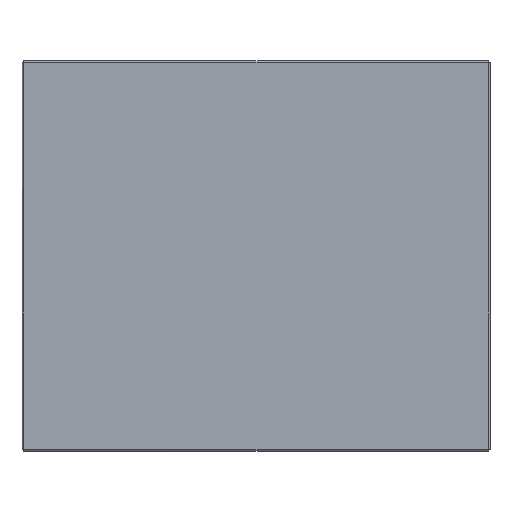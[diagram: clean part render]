
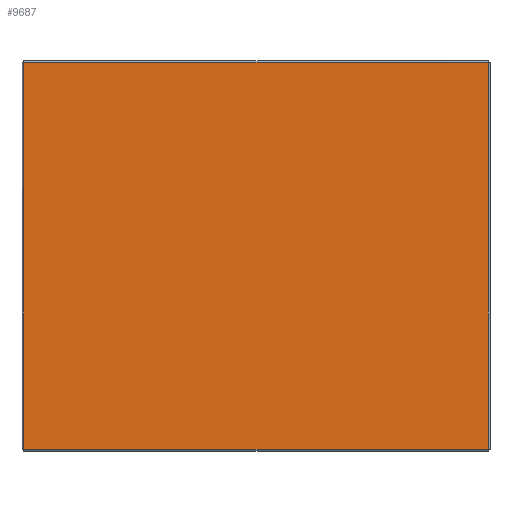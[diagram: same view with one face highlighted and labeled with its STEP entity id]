
A CAD part, top view. The second image highlights one B-rep face of the part: STEP entity #9687.
In plain terms, the highlighted planar face has unit normal (0, 0, 1).
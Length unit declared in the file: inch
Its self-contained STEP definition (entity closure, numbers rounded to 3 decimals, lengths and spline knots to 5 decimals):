
#129 = VECTOR ( 'NONE', #4931, 39.37008 ) ;
#822 = CARTESIAN_POINT ( 'NONE',  ( 0.0896, 20.0354, 0.074 ) ) ;
#847 = ORIENTED_EDGE ( 'NONE', *, *, #8834, .T. ) ;
#1840 = VECTOR ( 'NONE', #12906, 39.37008 ) ;
#3029 = VECTOR ( 'NONE', #5988, 39.37008 ) ;
#3856 = CARTESIAN_POINT ( 'NONE',  ( 18.04895, 20.0354, 0.074 ) ) ;
#4127 = FACE_OUTER_BOUND ( 'NONE', #10600, .T. ) ;
#4168 = VERTEX_POINT ( 'NONE', #9683 ) ;
#4817 = AXIS2_PLACEMENT_3D ( 'NONE', #12618, #6275, #13672 ) ;
#4899 = CARTESIAN_POINT ( 'NONE',  ( 6.07605, 0.0896, 0.074 ) ) ;
#4931 = DIRECTION ( 'NONE',  ( -1., 0., 0. ) ) ;
#5011 = DIRECTION ( 'NONE',  ( 0., 1., 0. ) ) ;
#5299 = VERTEX_POINT ( 'NONE', #10790 ) ;
#5988 = DIRECTION ( 'NONE',  ( 1., 0., 0. ) ) ;
#6258 = VERTEX_POINT ( 'NONE', #13215 ) ;
#6275 = DIRECTION ( 'NONE',  ( 0., 0., 1. ) ) ;
#6523 = CARTESIAN_POINT ( 'NONE',  ( 0.0896, 15.04895, 0.074 ) ) ;
#6547 = VERTEX_POINT ( 'NONE', #822 ) ;
#8715 = LINE ( 'NONE', #4899, #3029 ) ;
#8834 = EDGE_CURVE ( 'NONE', #4168, #6547, #11455, .T. ) ;
#9145 = ORIENTED_EDGE ( 'NONE', *, *, #12710, .T. ) ;
#9264 = CARTESIAN_POINT ( 'NONE',  ( 24.0354, 5.07605, 0.074 ) ) ;
#9539 = EDGE_CURVE ( 'NONE', #5299, #4168, #12762, .T. ) ;
#9683 = CARTESIAN_POINT ( 'NONE',  ( 24.0354, 20.0354, 0.074 ) ) ;
#9687 = ADVANCED_FACE ( 'NONE', ( #4127 ), #11434, .T. ) ;
#9966 = VECTOR ( 'NONE', #5011, 39.37008 ) ;
#10600 = EDGE_LOOP ( 'NONE', ( #12055, #847, #13680, #9145 ) ) ;
#10790 = CARTESIAN_POINT ( 'NONE',  ( 24.0354, 0.0896, 0.074 ) ) ;
#11434 = PLANE ( 'NONE',  #4817 ) ;
#11455 = LINE ( 'NONE', #3856, #129 ) ;
#12055 = ORIENTED_EDGE ( 'NONE', *, *, #9539, .T. ) ;
#12618 = CARTESIAN_POINT ( 'NONE',  ( 12.0625, 10.0625, 0.074 ) ) ;
#12710 = EDGE_CURVE ( 'NONE', #6258, #5299, #8715, .T. ) ;
#12762 = LINE ( 'NONE', #9264, #9966 ) ;
#12906 = DIRECTION ( 'NONE',  ( 0., -1., 0. ) ) ;
#13168 = EDGE_CURVE ( 'NONE', #6547, #6258, #13468, .T. ) ;
#13215 = CARTESIAN_POINT ( 'NONE',  ( 0.0896, 0.0896, 0.074 ) ) ;
#13468 = LINE ( 'NONE', #6523, #1840 ) ;
#13672 = DIRECTION ( 'NONE',  ( 1., 0., 0. ) ) ;
#13680 = ORIENTED_EDGE ( 'NONE', *, *, #13168, .T. ) ;
